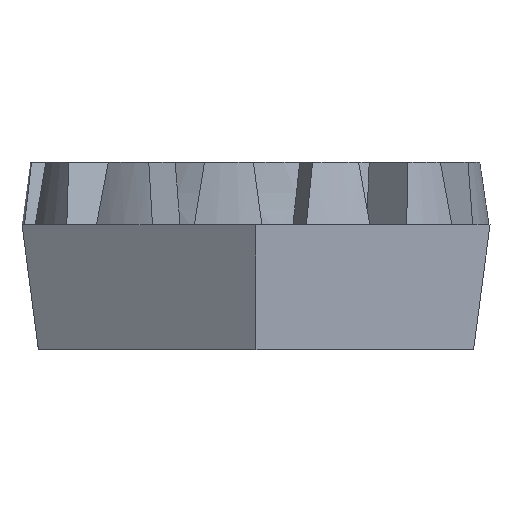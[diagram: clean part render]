
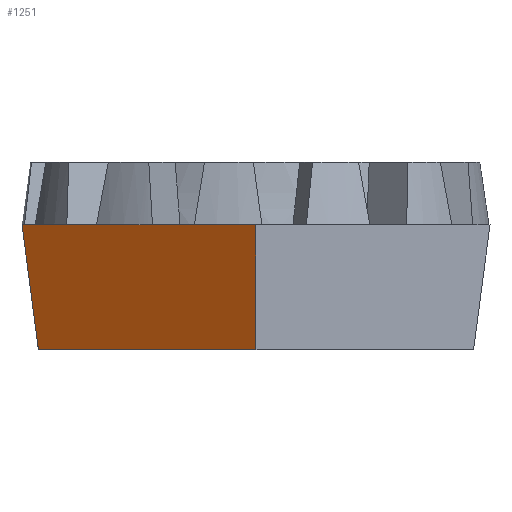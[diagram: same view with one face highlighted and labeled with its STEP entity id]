
A CAD part, left-side view. The second image highlights one B-rep face of the part: STEP entity #1251.
In plain terms, the highlighted planar face has unit normal (-0.859, 0.496, -0.131).
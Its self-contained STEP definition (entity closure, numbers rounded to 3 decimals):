
#77=LINE('',#1836,#154);
#107=LINE('',#1977,#184);
#139=LINE('',#2206,#216);
#145=LINE('',#2243,#222);
#146=LINE('',#2245,#223);
#154=VECTOR('',#1445,10.);
#184=VECTOR('',#1557,10.);
#216=VECTOR('',#1761,10.);
#222=VECTOR('',#1803,10.);
#223=VECTOR('',#1806,10.);
#260=PLANE('',#1420);
#327=FACE_OUTER_BOUND('',#396,.T.);
#396=EDGE_LOOP('',(#1173,#1174,#1175,#1176,#1177));
#495=VERTEX_POINT('',#1833);
#496=VERTEX_POINT('',#1835);
#553=VERTEX_POINT('',#1974);
#554=VERTEX_POINT('',#1976);
#611=VERTEX_POINT('',#2204);
#623=EDGE_CURVE('',#496,#495,#77,.T.);
#689=EDGE_CURVE('',#553,#554,#107,.T.);
#787=EDGE_CURVE('',#611,#553,#139,.T.);
#801=EDGE_CURVE('',#611,#496,#145,.T.);
#802=EDGE_CURVE('',#554,#495,#146,.T.);
#1173=ORIENTED_EDGE('',*,*,#623,.T.);
#1174=ORIENTED_EDGE('',*,*,#802,.F.);
#1175=ORIENTED_EDGE('',*,*,#689,.F.);
#1176=ORIENTED_EDGE('',*,*,#787,.F.);
#1177=ORIENTED_EDGE('',*,*,#801,.T.);
#1251=ADVANCED_FACE('',(#327),#260,.T.);
#1420=AXIS2_PLACEMENT_3D('',#2244,#1804,#1805);
#1445=DIRECTION('',(-0.5,-0.866,0.));
#1557=DIRECTION('',(-0.5,-0.866,0.));
#1761=DIRECTION('',(-0.5,-0.866,0.));
#1803=DIRECTION('',(0.075,-0.13,-0.989));
#1804=DIRECTION('center_axis',(-0.859,0.496,-0.131));
#1805=DIRECTION('ref_axis',(0.5,0.866,0.));
#1806=DIRECTION('',(0.15,0.,-0.989));
#1833=CARTESIAN_POINT('',(-4.026,0.,-2.));
#1835=CARTESIAN_POINT('',(-2.013,3.487,-2.));
#1836=CARTESIAN_POINT('',(-1.937,3.618,-2.));
#1974=CARTESIAN_POINT('',(-3.248,1.875,0.));
#1976=CARTESIAN_POINT('',(-4.33,0.,0.));
#1977=CARTESIAN_POINT('',(-2.165,3.75,0.));
#2204=CARTESIAN_POINT('',(-2.165,3.75,0.));
#2206=CARTESIAN_POINT('',(-2.165,3.75,0.));
#2243=CARTESIAN_POINT('',(-2.153,3.729,-0.161));
#2244=CARTESIAN_POINT('Origin',(-2.165,3.75,0.));
#2245=CARTESIAN_POINT('',(-4.306,0.,-0.161));
